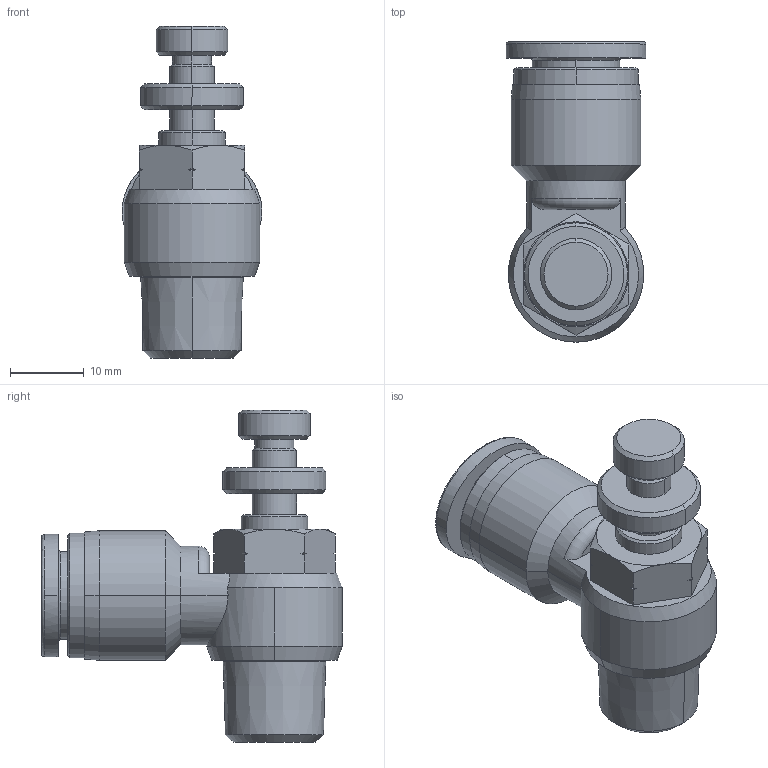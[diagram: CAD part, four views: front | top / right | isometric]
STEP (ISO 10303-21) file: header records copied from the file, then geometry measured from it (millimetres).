
FILE_DESCRIPTION((''),'2;1');
FILE_NAME('NSE3-8N02-MDT.stp','2017-07-07T16:47:27',(''),(''),'Mechanical Desktop 2009','Mechanical Desktop 2009',', , ');
FILE_SCHEMA(('CONFIG_CONTROL_DESIGN'));
Length unit declared in the file: millimetre
Products named in the file (14): NSE3-8N02-MDT; ~PART1; PART1; ~~~PART1; A$C75DA6951; A$C340E32FA; A$C3A501C2A; A$C7571254C; A$C650A092F; A$C645B518B; A$C775227FF; A$C38B202AB; A$C5F21415F; A$C6AFB72A8
Assembly tree (13 placements, depth 2):
  NSE3-8N02-MDT
    ~PART1
    PART1
    ~~~PART1
    A$C75DA6951
    A$C340E32FA
    A$C3A501C2A
    A$C7571254C
    A$C650A092F
    A$C645B518B
    A$C775227FF
    A$C38B202AB
    A$C5F21415F
    A$C6AFB72A8
Bounding box: 19 x 40.8 x 45.1 mm (x, y, z)
Volume: 10121.7 mm3; surface area: 5863.5 mm2
Topology: 4 solids, 4 shells, 105 faces, 226 edges, 139 vertices
Faces by surface type: cone 47, cylinder 28, plane 26, bspline 3, torus 1
Entity records: 3546 total; most frequent: CARTESIAN_POINT 1049, DIRECTION 513, ORIENTED_EDGE 452, EDGE_CURVE 226, AXIS2_PLACEMENT_3D 217, VERTEX_POINT 139, EDGE_LOOP 117, FACE_OUTER_BOUND 105
